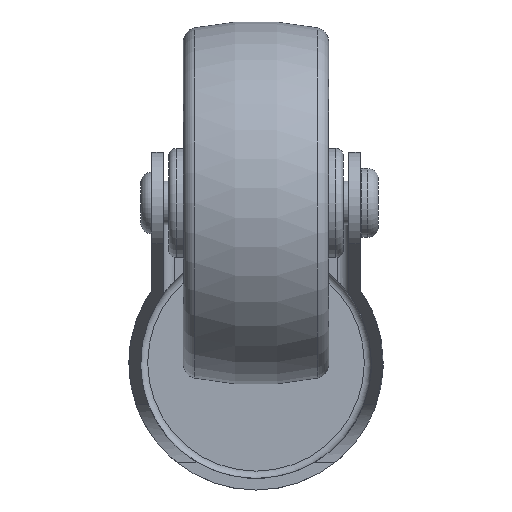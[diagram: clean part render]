
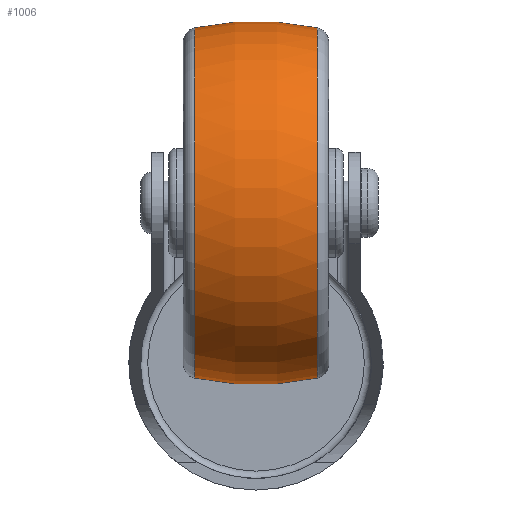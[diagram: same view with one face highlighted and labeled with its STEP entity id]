
A CAD part, front view. The second image highlights one B-rep face of the part: STEP entity #1006.
In plain terms, the highlighted toroidal (fillet/blend) face has major radius 15 mm and minor radius 40 mm.
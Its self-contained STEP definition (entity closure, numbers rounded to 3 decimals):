
#18=DEGENERATE_TOROIDAL_SURFACE('',#1301,15.,40.,
 .F.);
#87=CIRCLE('',#1300,24.104);
#88=CIRCLE('',#1302,24.104);
#442=ORIENTED_EDGE('',*,*,#584,.T.);
#443=ORIENTED_EDGE('',*,*,#585,.F.);
#584=EDGE_CURVE('',#676,#676,#87,.T.);
#585=EDGE_CURVE('',#677,#677,#88,.T.);
#676=VERTEX_POINT('',#1972);
#677=VERTEX_POINT('',#1975);
#778=EDGE_LOOP('',(#442));
#779=EDGE_LOOP('',(#443));
#886=FACE_BOUND('',#778,.T.);
#887=FACE_BOUND('',#779,.T.);
#1006=ADVANCED_FACE('',(#886,#887),#18,.F.);
#1300=AXIS2_PLACEMENT_3D('',#1971,#1578,#1579);
#1301=AXIS2_PLACEMENT_3D('',#1973,#1580,#1581);
#1302=AXIS2_PLACEMENT_3D('',#1974,#1582,#1583);
#1578=DIRECTION('',(1.,0.,0.));
#1579=DIRECTION('',(0.,0.,-1.));
#1580=DIRECTION('',(1.,0.,0.));
#1581=DIRECTION('',(0.,0.,-1.));
#1582=DIRECTION('',(1.,0.,0.));
#1583=DIRECTION('',(0.,0.,-1.));
#1971=CARTESIAN_POINT('',(-8.421,0.,0.));
#1972=CARTESIAN_POINT('',(-8.421,0.,-24.104));
#1973=CARTESIAN_POINT('',(0.,0.,0.));
#1974=CARTESIAN_POINT('',(8.421,0.,0.));
#1975=CARTESIAN_POINT('',(8.421,0.,-24.104));
